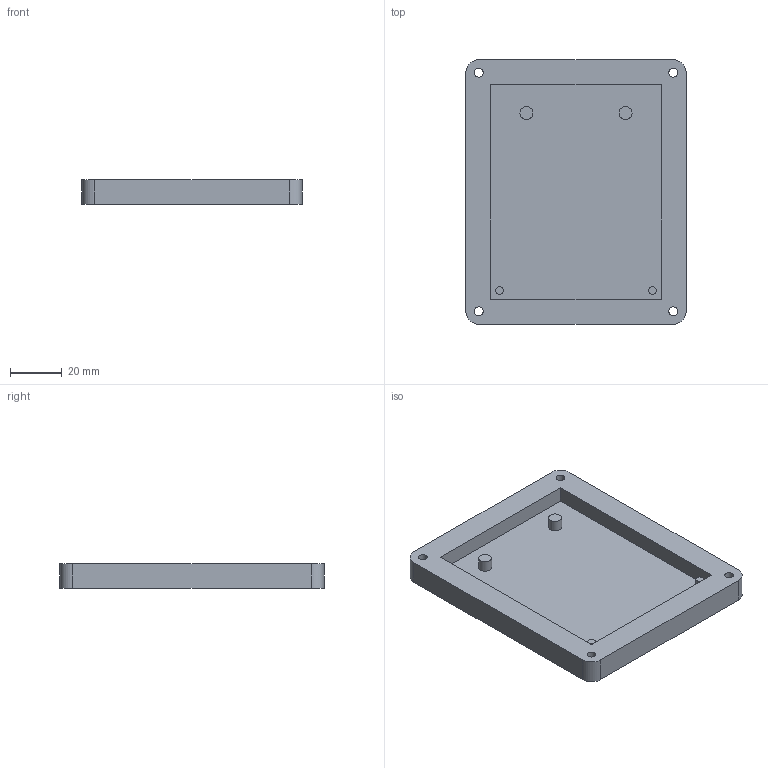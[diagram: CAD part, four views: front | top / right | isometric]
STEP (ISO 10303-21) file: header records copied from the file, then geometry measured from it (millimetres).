
FILE_DESCRIPTION(/* description */ (''),/* implementation_level */ '2;1');
FILE_NAME(/* name */ 'macropad_casebottom.step',/* time_stamp */ '2026-01-26T16:02:08+01:00',/* author */ (''),/* organization */ (''),/* preprocessor_version */ 'ST-DEVELOPER v20.1',/* originating_system */ 'Autodesk Translation Framework v14.24.0.0',/* authorisation */ '');
FILE_SCHEMA (('AUTOMOTIVE_DESIGN { 1 0 10303 214 3 1 1 }'));
Length unit declared in the file: millimetre
Products named in the file (2): macropad_casebottom; bottom
Assembly tree (1 placements, depth 2):
  macropad_casebottom
    bottom
Bounding box: 85 x 102 x 9.3 mm (x, y, z)
Volume: 45904.8 mm3; surface area: 23322.1 mm2
Topology: 1 solids, 1 shells, 481 faces, 1311 edges, 874 vertices
Faces by surface type: bspline 259, plane 206, cylinder 16
Full cylindrical faces by diameter (mm): 3 x2, 3.4 x4, 5 x2, 6 x4
Entity records: 17556 total; most frequent: CARTESIAN_POINT 7072, ORIENTED_EDGE 2622, EDGE_CURVE 1311, DIRECTION 1275, VERTEX_POINT 874, LINE 761, VECTOR 761, EDGE_LOOP 531
